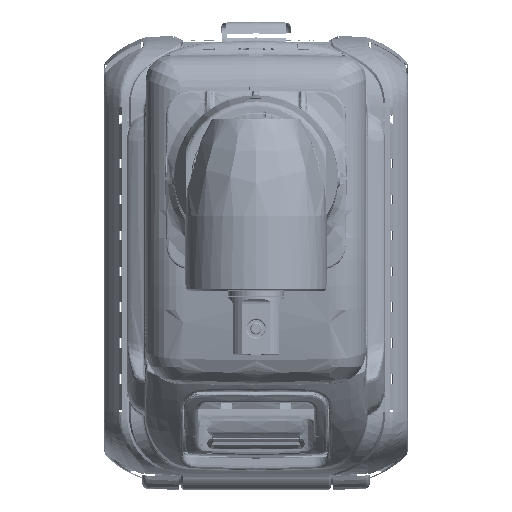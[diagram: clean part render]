
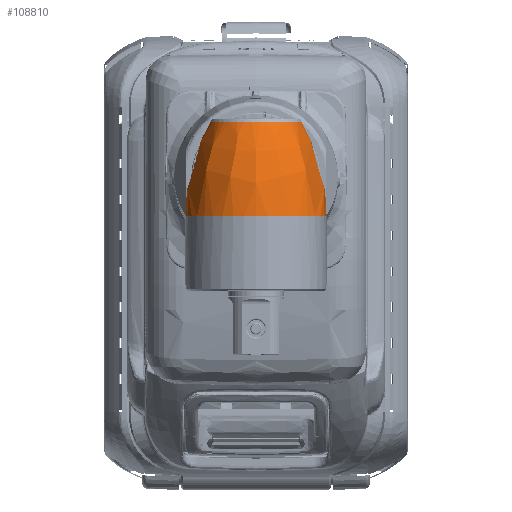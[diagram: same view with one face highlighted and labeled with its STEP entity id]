
A CAD part, top view. The second image highlights one B-rep face of the part: STEP entity #108810.
In plain terms, the highlighted free-form (B-spline) face has degree [3, 3] with [7, 4] control points.
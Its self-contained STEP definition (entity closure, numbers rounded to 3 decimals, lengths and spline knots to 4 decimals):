
#98613=CARTESIAN_POINT('',(0.,0.584,14.3667));
#98614=DIRECTION('',(0.,1.,0.));
#98615=DIRECTION('',(-0.738,0.,-0.675));
#98616=AXIS2_PLACEMENT_3D('',#98613,#98614,#98615);
#98618=CARTESIAN_POINT('',(0.,-0.416,14.3667));
#98619=DIRECTION('',(0.,1.,0.));
#98620=DIRECTION('',(0.,0.,1.));
#98621=AXIS2_PLACEMENT_3D('',#98618,#98619,#98620);
#98627=CARTESIAN_POINT('',(0.,-0.416,14.3667));
#98628=DIRECTION('',(0.,-1.,0.));
#98629=DIRECTION('',(0.,0.,1.));
#98630=AXIS2_PLACEMENT_3D('',#98627,#98628,#98629);
#98773=CARTESIAN_POINT('',(0.3583,0.584,
14.0387));
#98774=CARTESIAN_POINT('',(0.3843,0.5646,
14.0505));
#98775=CARTESIAN_POINT('',(0.4309,0.5243,
14.0745));
#98776=CARTESIAN_POINT('',(0.4858,0.4645,
14.1075));
#98777=CARTESIAN_POINT('',(0.5301,0.4057,
14.1365));
#98778=CARTESIAN_POINT('',(0.5655,0.3487,
14.1593));
#98779=CARTESIAN_POINT('',(0.5938,0.2936,
14.1749));
#98780=CARTESIAN_POINT('',(0.6179,0.2365,
14.1828));
#98781=CARTESIAN_POINT('',(0.6387,0.1734,
14.1802));
#98782=CARTESIAN_POINT('',(0.6546,0.1056,
14.1646));
#98783=CARTESIAN_POINT('',(0.6646,0.0344,
14.1374));
#98784=CARTESIAN_POINT('',(0.6682,-0.0423,
14.1));
#98785=CARTESIAN_POINT('',(0.6635,-0.1248,
14.0538));
#98786=CARTESIAN_POINT('',(0.6485,-0.2139,
13.9999));
#98787=CARTESIAN_POINT('',(0.6197,-0.3103,
13.9389));
#98788=CARTESIAN_POINT('',(0.5874,-0.3804,
13.8934));
#98789=CARTESIAN_POINT('',(0.567,-0.416,
13.87));
#98843=CARTESIAN_POINT('',(-0.567,-0.416,
13.87));
#98844=CARTESIAN_POINT('',(-0.5873,-0.3805,
13.8933));
#98845=CARTESIAN_POINT('',(-0.6195,-0.3108,
13.9386));
#98846=CARTESIAN_POINT('',(-0.6483,-0.2148,
13.9993));
#98847=CARTESIAN_POINT('',(-0.6634,-0.126,
14.0531));
#98848=CARTESIAN_POINT('',(-0.6681,-0.0439,
14.0991));
#98849=CARTESIAN_POINT('',(-0.6648,0.0325,
14.1366));
#98850=CARTESIAN_POINT('',(-0.655,0.1033,
14.1638));
#98851=CARTESIAN_POINT('',(-0.6394,0.1709,
14.1798));
#98852=CARTESIAN_POINT('',(-0.6187,0.2343,
14.1829));
#98853=CARTESIAN_POINT('',(-0.5946,0.2919,
14.1753));
#98854=CARTESIAN_POINT('',(-0.5662,0.3475,
14.1598));
#98855=CARTESIAN_POINT('',(-0.5308,0.4047,
14.1369));
#98856=CARTESIAN_POINT('',(-0.4864,0.4639,
14.1079));
#98857=CARTESIAN_POINT('',(-0.4313,0.5239,
14.0746));
#98858=CARTESIAN_POINT('',(-0.3845,0.5645,
14.0505));
#98859=CARTESIAN_POINT('',(-0.3583,0.584,
14.0387));
#106873=VERTEX_POINT('',#98773);
#106874=VERTEX_POINT('',#98789);
#106877=VERTEX_POINT('',#98843);
#106878=VERTEX_POINT('',#98859);
#106881=CARTESIAN_POINT('',(0.,-0.416,15.1205));
#106882=VERTEX_POINT('',#106881);
#108770=CARTESIAN_POINT('',(-0.5065,-0.4369,
13.8087));
#108771=CARTESIAN_POINT('',(-0.5091,-0.0694,
13.8058));
#108772=CARTESIAN_POINT('',(-0.4452,0.2857,
13.8763));
#108773=CARTESIAN_POINT('',(-0.3194,0.6021,
14.0148));
#108774=CARTESIAN_POINT('',(-1.1117,-0.4369,
14.3579));
#108775=CARTESIAN_POINT('',(-1.1174,-0.0694,
14.3579));
#108776=CARTESIAN_POINT('',(-0.977,0.2857,
14.359));
#108777=CARTESIAN_POINT('',(-0.701,0.6021,
14.3612));
#108778=CARTESIAN_POINT('',(-0.8173,-0.4369,
15.1203));
#108779=CARTESIAN_POINT('',(-0.8214,-0.0694,
15.1242));
#108780=CARTESIAN_POINT('',(-0.7183,0.2857,
15.0291));
#108781=CARTESIAN_POINT('',(-0.5154,0.6021,
14.8419));
#108782=CARTESIAN_POINT('',(0.,-0.4369,15.1203));
#108783=CARTESIAN_POINT('',(0.,-0.0694,15.1242));
#108784=CARTESIAN_POINT('',(0.,0.2857,15.0291));
#108785=CARTESIAN_POINT('',(0.,0.6021,14.8419));
#108786=CARTESIAN_POINT('',(0.8173,-0.4369,
15.1203));
#108787=CARTESIAN_POINT('',(0.8214,-0.0694,
15.1242));
#108788=CARTESIAN_POINT('',(0.7183,0.2857,
15.0291));
#108789=CARTESIAN_POINT('',(0.5154,0.6021,
14.8419));
#108790=CARTESIAN_POINT('',(1.1117,-0.4369,
14.3579));
#108791=CARTESIAN_POINT('',(1.1174,-0.0694,
14.3579));
#108792=CARTESIAN_POINT('',(0.977,0.2857,
14.359));
#108793=CARTESIAN_POINT('',(0.701,0.6021,
14.3612));
#108794=CARTESIAN_POINT('',(0.5065,-0.4369,
13.8087));
#108795=CARTESIAN_POINT('',(0.5091,-0.0694,
13.8058));
#108796=CARTESIAN_POINT('',(0.4452,0.2857,
13.8763));
#108797=CARTESIAN_POINT('',(0.3194,0.6021,
14.0148));
#108798=(BOUNDED_SURFACE()B_SPLINE_SURFACE(3,3,((#108770,#108771,#108772,
#108773),(#108774,#108775,#108776,#108777),(#108778,#108779,#108780,#108781),(
#108782,#108783,#108784,#108785),(#108786,#108787,#108788,#108789),(#108790,
#108791,#108792,#108793),(#108794,#108795,#108796,#108797)),.UNSPECIFIED.,.F.,
.F.,.F.)B_SPLINE_SURFACE_WITH_KNOTS((4,3,4),(4,4),(0.,1.,2.),(0.,1.),
.UNSPECIFIED.)GEOMETRIC_REPRESENTATION_ITEM()RATIONAL_B_SPLINE_SURFACE(((
1.498,1.461,1.461,1.498),(
0.859,0.838,0.838,0.859),(
0.859,0.838,0.838,0.859),(
1.498,1.461,1.461,1.498),(
0.859,0.838,0.838,0.859),(
0.859,0.838,0.838,0.859),(
1.498,1.461,1.461,1.498)))REPRESENTATION_ITEM('')SURFACE());
#108800=ORIENTED_EDGE('',*,*,#108799,.T.);
#108802=ORIENTED_EDGE('',*,*,#108801,.F.);
#108804=ORIENTED_EDGE('',*,*,#108803,.T.);
#108806=ORIENTED_EDGE('',*,*,#108805,.T.);
#108807=ORIENTED_EDGE('',*,*,#108763,.T.);
#108808=EDGE_LOOP('',(#108800,#108802,#108804,#108806,#108807));
#108809=FACE_OUTER_BOUND('',#108808,.F.);
#108810=ADVANCED_FACE('',(#108809),#108798,.T.);
#98617=CIRCLE('',#98616,0.4858);
#98622=CIRCLE('',#98621,0.7538);
#98631=CIRCLE('',#98630,0.7538);
#98790=B_SPLINE_CURVE_WITH_KNOTS('',3,(#98773,#98774,#98775,#98776,#98777,
#98778,#98779,#98780,#98781,#98782,#98783,#98784,#98785,#98786,#98787,#98788,
#98789),.UNSPECIFIED.,.F.,.F.,(4,1,1,1,1,1,1,1,1,1,1,1,1,1,4),(0.,
0.0714,0.1429,0.2143,0.2857,
0.3571,0.4286,0.5,0.5714,0.6429,
0.7143,0.7857,0.8571,0.9286,1.),
.UNSPECIFIED.);
#98860=B_SPLINE_CURVE_WITH_KNOTS('',3,(#98843,#98844,#98845,#98846,#98847,
#98848,#98849,#98850,#98851,#98852,#98853,#98854,#98855,#98856,#98857,#98858,
#98859),.UNSPECIFIED.,.F.,.F.,(4,1,1,1,1,1,1,1,1,1,1,1,1,1,4),(0.,
0.0714,0.1429,0.2143,0.2857,
0.3571,0.4286,0.5,0.5714,0.6429,
0.7143,0.7857,0.8571,0.9286,1.),
.UNSPECIFIED.);
#108763=EDGE_CURVE('',#106878,#106873,#98617,.T.);
#108799=EDGE_CURVE('',#106873,#106874,#98790,.T.);
#108801=EDGE_CURVE('',#106882,#106874,#98622,.T.);
#108803=EDGE_CURVE('',#106882,#106877,#98631,.T.);
#108805=EDGE_CURVE('',#106877,#106878,#98860,.T.);
